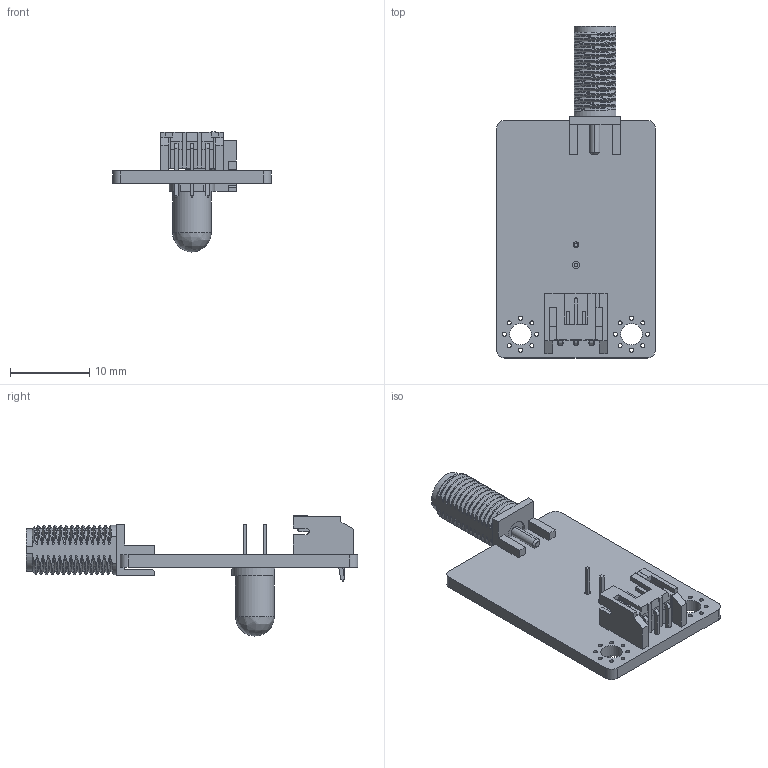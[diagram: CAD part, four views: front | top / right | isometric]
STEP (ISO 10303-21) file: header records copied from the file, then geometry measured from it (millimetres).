
FILE_DESCRIPTION(('KiCad electronic assembly'),'2;1');
FILE_NAME('SFH203_photodetector.step','2023-05-02T12:57:44',('Pcbnew'),( 'Kicad'),'Open CASCADE STEP processor 7.6','KiCad to STEP converter' ,'Unknown');
FILE_SCHEMA(('AUTOMOTIVE_DESIGN { 1 0 10303 214 1 1 1 1 }'));
Length unit declared in the file: millimetre
Products named in the file (8): SFH203_photodetector 1; JST_PH_S3B-PH-K_1x03_P2.00mm_Horizontal; SOLID; 732512120; LED_D5.0mm_IRBlack; SFH203_photodetector PCB
Assembly tree (7 placements, depth 3):
  SFH203_photodetector 1
    JST_PH_S3B-PH-K_1x03_P2.00mm_Horizontal
      SOLID
    732512120
      SOLID
    LED_D5.0mm_IRBlack
      SOLID
    SFH203_photodetector PCB
Bounding box: 20 x 41.88 x 15.15 mm (x, y, z)
Volume: 1528.2 mm3; surface area: 2492.2 mm2
Topology: 4 solids, 4 shells, 378 faces, 1285 edges, 923 vertices
Faces by surface type: bspline 345, cylinder 27, plane 6
Full cylindrical faces by diameter (mm): 0.5 x16, 0.7 x1, 0.75 x3, 0.9 x1, 2.7 x2
Entity records: 33876 total; most frequent: CARTESIAN_POINT 15529, B_SPLINE_CURVE_WITH_KNOTS 3430, ORIENTED_EDGE 2564, PCURVE 2564, DEFINITIONAL_REPRESENTATION 2564, EDGE_CURVE 1282, SURFACE_CURVE 1257, VERTEX_POINT 923
